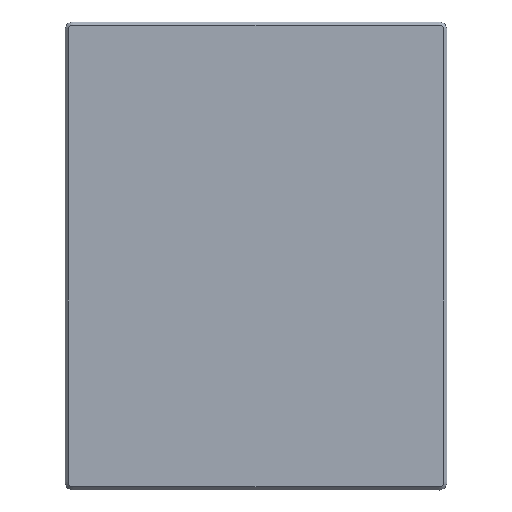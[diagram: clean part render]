
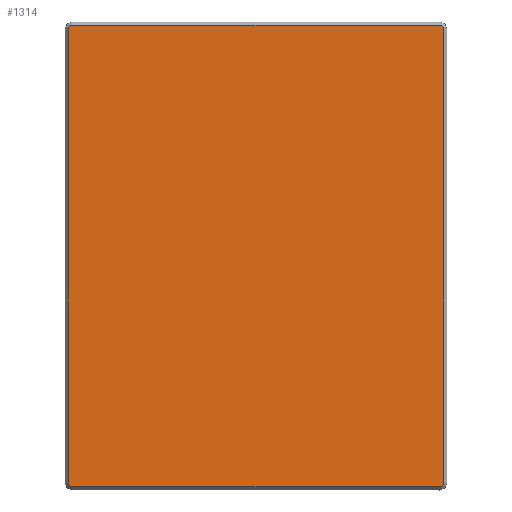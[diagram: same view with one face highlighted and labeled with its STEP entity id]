
A CAD part, top view. The second image highlights one B-rep face of the part: STEP entity #1314.
In plain terms, the highlighted planar face has unit normal (0, 0, 1).
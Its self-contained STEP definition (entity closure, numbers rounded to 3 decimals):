
#43 = EDGE_CURVE ( 'NONE', #587, #908, #930, .T. ) ;
#50 = EDGE_CURVE ( 'NONE', #625, #1096, #1031, .T. ) ;
#65 = DIRECTION ( 'NONE',  ( 0., 0., 1. ) ) ;
#88 = DIRECTION ( 'NONE',  ( 1., 0., 0. ) ) ;
#90 = DIRECTION ( 'NONE',  ( 0., 0., 1. ) ) ;
#110 = EDGE_CURVE ( 'NONE', #1096, #385, #1256, .T. ) ;
#111 = DIRECTION ( 'NONE',  ( -1., 0., 0. ) ) ;
#126 = EDGE_CURVE ( 'NONE', #385, #914, #546, .T. ) ;
#133 = AXIS2_PLACEMENT_3D ( 'NONE', #433, #221, #208 ) ;
#146 = AXIS2_PLACEMENT_3D ( 'NONE', #598, #288, #704 ) ;
#163 = CARTESIAN_POINT ( 'NONE',  ( -46.572, 57.547, 155.996 ) ) ;
#176 = DIRECTION ( 'NONE',  ( 1., 0., 0. ) ) ;
#208 = DIRECTION ( 'NONE',  ( -1., 0., 0. ) ) ;
#221 = DIRECTION ( 'NONE',  ( 0., 0., 1. ) ) ;
#226 = DIRECTION ( 'NONE',  ( 0., 0., 1. ) ) ;
#245 = CIRCLE ( 'NONE', #133, 1.2 ) ;
#283 = VERTEX_POINT ( 'NONE', #1179 ) ;
#288 = DIRECTION ( 'NONE',  ( 0., 0., 1. ) ) ;
#314 = VECTOR ( 'NONE', #88, 1000. ) ;
#323 = CARTESIAN_POINT ( 'NONE',  ( 0.472, -58.747, 155.996 ) ) ;
#330 = ORIENTED_EDGE ( 'NONE', *, *, #457, .T. ) ;
#338 = EDGE_CURVE ( 'NONE', #283, #587, #594, .T. ) ;
#385 = VERTEX_POINT ( 'NONE', #609 ) ;
#412 = PLANE ( 'NONE',  #604 ) ;
#414 = DIRECTION ( 'NONE',  ( 0., -1., 0. ) ) ;
#430 = ORIENTED_EDGE ( 'NONE', *, *, #110, .T. ) ;
#433 = CARTESIAN_POINT ( 'NONE',  ( 46.572, 57.547, 155.996 ) ) ;
#452 = EDGE_CURVE ( 'NONE', #914, #938, #245, .T. ) ;
#457 = EDGE_CURVE ( 'NONE', #938, #283, #742, .T. ) ;
#465 = CIRCLE ( 'NONE', #146, 1.2 ) ;
#539 = CARTESIAN_POINT ( 'NONE',  ( 47.772, -0.943, 155.996 ) ) ;
#546 = LINE ( 'NONE', #539, #618 ) ;
#565 = CARTESIAN_POINT ( 'NONE',  ( -46.572, -58.747, 155.996 ) ) ;
#587 = VERTEX_POINT ( 'NONE', #771 ) ;
#594 = CIRCLE ( 'NONE', #668, 1.2 ) ;
#598 = CARTESIAN_POINT ( 'NONE',  ( -46.572, -57.547, 155.996 ) ) ;
#604 = AXIS2_PLACEMENT_3D ( 'NONE', #1111, #65, #176 ) ;
#609 = CARTESIAN_POINT ( 'NONE',  ( 47.772, -57.547, 155.996 ) ) ;
#618 = VECTOR ( 'NONE', #955, 1000. ) ;
#625 = VERTEX_POINT ( 'NONE', #565 ) ;
#632 = CARTESIAN_POINT ( 'NONE',  ( 46.572, 58.747, 155.996 ) ) ;
#668 = AXIS2_PLACEMENT_3D ( 'NONE', #163, #90, #1330 ) ;
#704 = DIRECTION ( 'NONE',  ( -1., 0., 0. ) ) ;
#733 = VECTOR ( 'NONE', #414, 1000. ) ;
#742 = LINE ( 'NONE', #1250, #1101 ) ;
#771 = CARTESIAN_POINT ( 'NONE',  ( -47.772, 57.547, 155.996 ) ) ;
#846 = CARTESIAN_POINT ( 'NONE',  ( 46.572, -57.547, 155.996 ) ) ;
#860 = EDGE_CURVE ( 'NONE', #908, #625, #465, .T. ) ;
#900 = ORIENTED_EDGE ( 'NONE', *, *, #452, .T. ) ;
#901 = ORIENTED_EDGE ( 'NONE', *, *, #338, .T. ) ;
#905 = FACE_OUTER_BOUND ( 'NONE', #1122, .T. ) ;
#907 = ORIENTED_EDGE ( 'NONE', *, *, #43, .T. ) ;
#908 = VERTEX_POINT ( 'NONE', #1125 ) ;
#914 = VERTEX_POINT ( 'NONE', #1202 ) ;
#930 = LINE ( 'NONE', #1055, #733 ) ;
#938 = VERTEX_POINT ( 'NONE', #632 ) ;
#955 = DIRECTION ( 'NONE',  ( 0., 1., 0. ) ) ;
#959 = CARTESIAN_POINT ( 'NONE',  ( 46.572, -58.747, 155.996 ) ) ;
#1031 = LINE ( 'NONE', #323, #314 ) ;
#1055 = CARTESIAN_POINT ( 'NONE',  ( -47.772, -0.943, 155.996 ) ) ;
#1096 = VERTEX_POINT ( 'NONE', #959 ) ;
#1101 = VECTOR ( 'NONE', #111, 1000. ) ;
#1111 = CARTESIAN_POINT ( 'NONE',  ( 0.472, -0.943, 155.996 ) ) ;
#1122 = EDGE_LOOP ( 'NONE', ( #430, #1312, #900, #330, #901, #907, #1242, #1240 ) ) ;
#1125 = CARTESIAN_POINT ( 'NONE',  ( -47.772, -57.547, 155.996 ) ) ;
#1158 = DIRECTION ( 'NONE',  ( -1., 0., 0. ) ) ;
#1179 = CARTESIAN_POINT ( 'NONE',  ( -46.572, 58.747, 155.996 ) ) ;
#1202 = CARTESIAN_POINT ( 'NONE',  ( 47.772, 57.547, 155.996 ) ) ;
#1210 = AXIS2_PLACEMENT_3D ( 'NONE', #846, #226, #1158 ) ;
#1240 = ORIENTED_EDGE ( 'NONE', *, *, #50, .T. ) ;
#1242 = ORIENTED_EDGE ( 'NONE', *, *, #860, .T. ) ;
#1250 = CARTESIAN_POINT ( 'NONE',  ( 0.472, 58.747, 155.996 ) ) ;
#1256 = CIRCLE ( 'NONE', #1210, 1.2 ) ;
#1312 = ORIENTED_EDGE ( 'NONE', *, *, #126, .T. ) ;
#1314 = ADVANCED_FACE ( 'NONE', ( #905 ), #412, .T. ) ;
#1330 = DIRECTION ( 'NONE',  ( -1., 0., 0. ) ) ;
